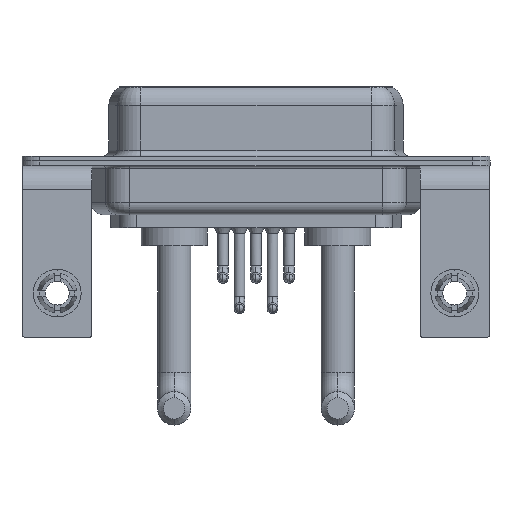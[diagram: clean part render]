
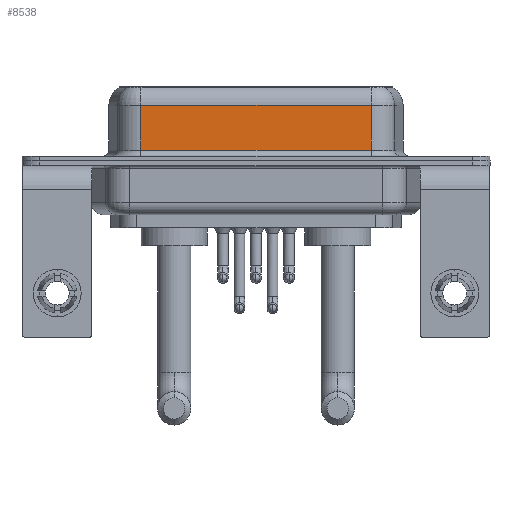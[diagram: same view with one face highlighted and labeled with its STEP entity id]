
A CAD part, front view. The second image highlights one B-rep face of the part: STEP entity #8538.
In plain terms, the highlighted planar face has unit normal (0, -1, 0).
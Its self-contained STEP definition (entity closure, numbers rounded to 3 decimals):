
#502 = VECTOR ( 'NONE', #17001, 1000. ) ;
#755 = EDGE_CURVE ( 'NONE', #18156, #2892, #2545, .T. ) ;
#889 = VERTEX_POINT ( 'NONE', #16261 ) ;
#1286 = LINE ( 'NONE', #11694, #9803 ) ;
#1516 = CARTESIAN_POINT ( 'NONE',  ( 26.287, -3.95, 4.65 ) ) ;
#2263 = EDGE_CURVE ( 'NONE', #3870, #2892, #19025, .T. ) ;
#2545 = LINE ( 'NONE', #6214, #19059 ) ;
#2892 = VERTEX_POINT ( 'NONE', #14088 ) ;
#3552 = LINE ( 'NONE', #9584, #502 ) ;
#3774 = ORIENTED_EDGE ( 'NONE', *, *, #15994, .T. ) ;
#3870 = VERTEX_POINT ( 'NONE', #5629 ) ;
#4620 = DIRECTION ( 'NONE',  ( 0., 1., 0. ) ) ;
#5629 = CARTESIAN_POINT ( 'NONE',  ( 7.013, -3.95, 0.9 ) ) ;
#5990 = EDGE_LOOP ( 'NONE', ( #17776, #3774, #13717, #12117 ) ) ;
#6214 = CARTESIAN_POINT ( 'NONE',  ( 26.287, -3.95, 6.4 ) ) ;
#8538 = ADVANCED_FACE ( 'NONE', ( #12405 ), #17978, .F. ) ;
#8625 = AXIS2_PLACEMENT_3D ( 'NONE', #9093, #4620, #10564 ) ;
#8685 = DIRECTION ( 'NONE',  ( -1., 0., 0. ) ) ;
#9093 = CARTESIAN_POINT ( 'NONE',  ( 26.287, -3.95, 6.4 ) ) ;
#9584 = CARTESIAN_POINT ( 'NONE',  ( 7.013, -3.95, 6.4 ) ) ;
#9803 = VECTOR ( 'NONE', #8685, 1000. ) ;
#10246 = CARTESIAN_POINT ( 'NONE',  ( 26.287, -3.95, 0.9 ) ) ;
#10564 = DIRECTION ( 'NONE',  ( 0., 0., 1. ) ) ;
#11694 = CARTESIAN_POINT ( 'NONE',  ( 26.287, -3.95, 4.65 ) ) ;
#12117 = ORIENTED_EDGE ( 'NONE', *, *, #2263, .T. ) ;
#12405 = FACE_OUTER_BOUND ( 'NONE', #5990, .T. ) ;
#13717 = ORIENTED_EDGE ( 'NONE', *, *, #16990, .T. ) ;
#14088 = CARTESIAN_POINT ( 'NONE',  ( 26.287, -3.95, 0.9 ) ) ;
#14157 = VECTOR ( 'NONE', #17468, 1000. ) ;
#14784 = DIRECTION ( 'NONE',  ( 0., 0., -1. ) ) ;
#15994 = EDGE_CURVE ( 'NONE', #18156, #889, #1286, .T. ) ;
#16261 = CARTESIAN_POINT ( 'NONE',  ( 7.013, -3.95, 4.65 ) ) ;
#16990 = EDGE_CURVE ( 'NONE', #889, #3870, #3552, .T. ) ;
#17001 = DIRECTION ( 'NONE',  ( 0., 0., -1. ) ) ;
#17468 = DIRECTION ( 'NONE',  ( 1., 0., 0. ) ) ;
#17776 = ORIENTED_EDGE ( 'NONE', *, *, #755, .F. ) ;
#17978 = PLANE ( 'NONE',  #8625 ) ;
#18156 = VERTEX_POINT ( 'NONE', #1516 ) ;
#19025 = LINE ( 'NONE', #10246, #14157 ) ;
#19059 = VECTOR ( 'NONE', #14784, 1000. ) ;
